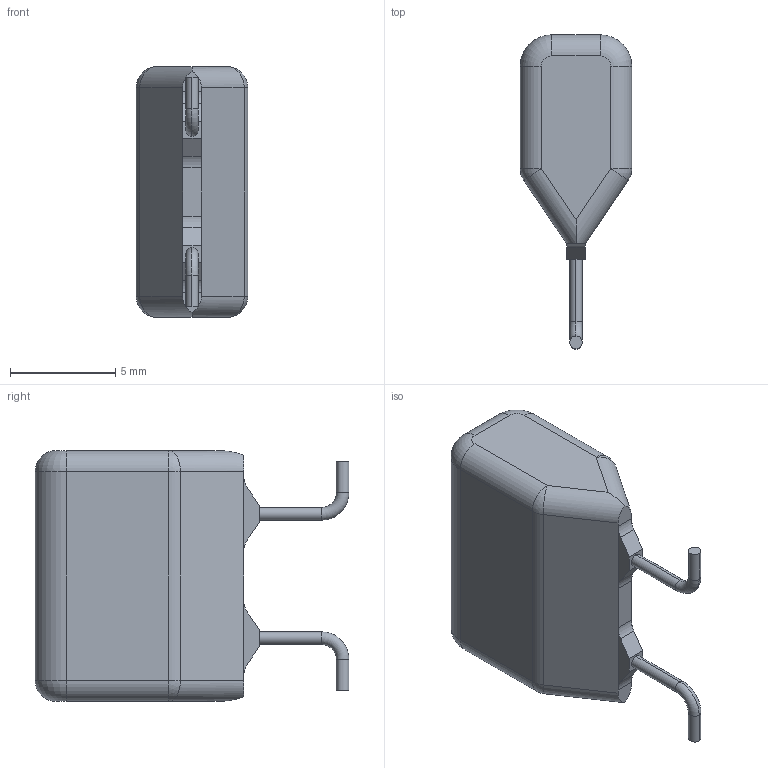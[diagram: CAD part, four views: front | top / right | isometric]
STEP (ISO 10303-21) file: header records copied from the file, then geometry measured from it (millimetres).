
FILE_DESCRIPTION (( 'STEP AP214' ), '1' );
FILE_NAME ('CAP330_n.STEP', '2020-10-12T06:00:06', ( '' ), ( '' ), 'SwSTEP 2.0', 'SolidWorks 2019', '' );
FILE_SCHEMA (( 'AUTOMOTIVE_DESIGN' ));
Length unit declared in the file: millimetre
Products named in the file (1): CAP330_n
Bounding box: 5.3 x 14.9 x 11.9 mm (x, y, z)
Volume: 523.2 mm3; surface area: 404.7 mm2
Topology: 1 solids, 1 shells, 60 faces, 132 edges, 76 vertices
Faces by surface type: cylinder 26, plane 22, torus 8, sphere 4
Entity records: 2318 total; most frequent: DIRECTION 304, CARTESIAN_POINT 287, ORIENTED_EDGE 264, EDGE_CURVE 132, AXIS2_PLACEMENT_3D 117, VERTEX_POINT 76, VECTOR 70, LINE 70
